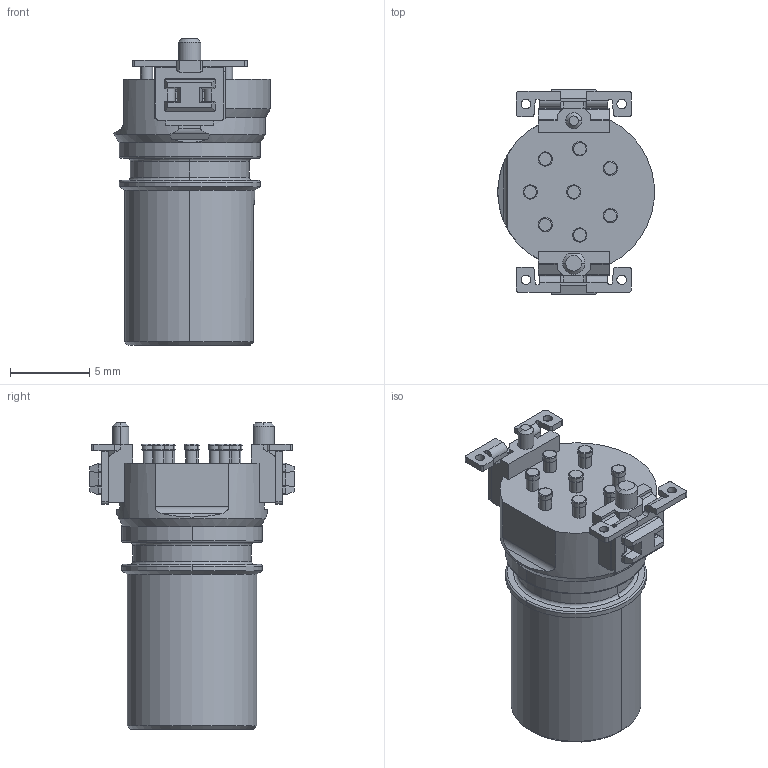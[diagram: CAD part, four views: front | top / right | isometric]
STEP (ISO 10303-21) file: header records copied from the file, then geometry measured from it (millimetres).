
FILE_DESCRIPTION((''),'2;1');
FILE_NAME('1411915','2018-06-13T',('cosa01'),(''),'PRO/ENGINEER BY PARAMETRIC TECHNOLOGY CORPORATION, 2014200','PRO/ENGINEER BY PARAMETRIC TECHNOLOGY CORPORATION, 2014200','');
FILE_SCHEMA(('AUTOMOTIVE_DESIGN { 1 0 10303 214 1 1 1 1 }'));
Length unit declared in the file: millimetre
Products named in the file (1): 1411915
Bounding box: 9.88 x 12.9 x 19.35 mm (x, y, z)
Volume: 979.1 mm3; surface area: 952.6 mm2
Topology: 1 solids, 1 shells, 861 faces, 2353 edges, 1528 vertices
Faces by surface type: plane 583, cylinder 196, cone 42, torus 40
Entity records: 27434 total; most frequent: CARTESIAN_POINT 5240, ORIENTED_EDGE 4706, DIRECTION 4471, EDGE_CURVE 2353, VECTOR 1737, LINE 1737, VERTEX_POINT 1528, AXIS2_PLACEMENT_3D 1367
